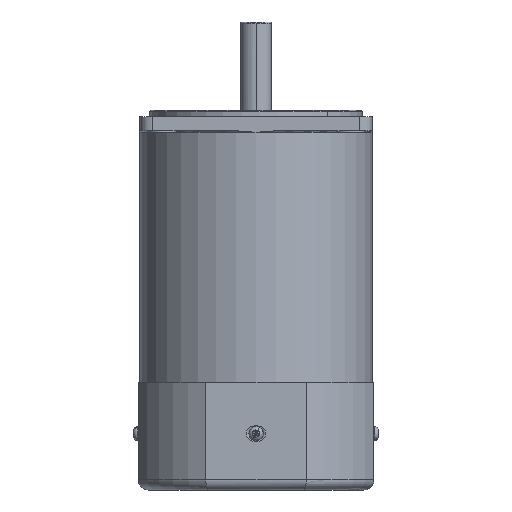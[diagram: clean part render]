
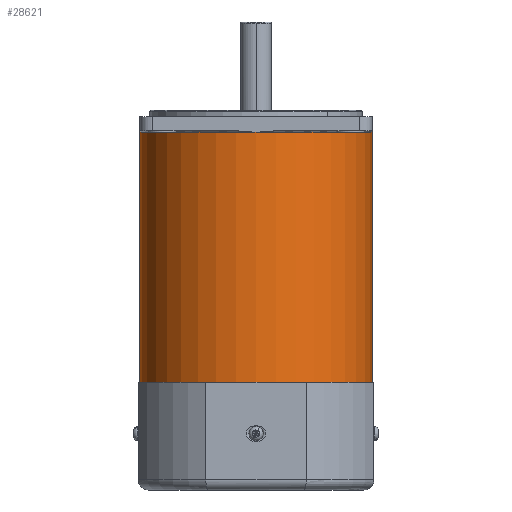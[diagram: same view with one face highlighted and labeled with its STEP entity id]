
A CAD part, front view. The second image highlights one B-rep face of the part: STEP entity #28621.
In plain terms, the highlighted cylindrical face has radius 45.25 mm (diameter 90.5 mm), a partial arc.
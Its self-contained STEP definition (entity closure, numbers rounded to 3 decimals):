
#12899 = CARTESIAN_POINT ( 'NONE',  ( 0., 11.5, 45.25 ) ) ;
#13323 = CARTESIAN_POINT ( 'NONE',  ( 0., 123.5, 45.25 ) ) ;
#13328 = CARTESIAN_POINT ( 'NONE',  ( 0., 123.5, -45.25 ) ) ;
#13386 = CARTESIAN_POINT ( 'NONE',  ( 0., 11.5, -45.25 ) ) ;
#13669 = DIRECTION ( 'NONE',  ( 0., -1., 0. ) ) ;
#13670 = VECTOR ( 'NONE', #13669, 1000. ) ;
#13671 = CARTESIAN_POINT ( 'NONE',  ( 0., -6.603, -45.25 ) ) ;
#13679 = DIRECTION ( 'NONE',  ( 0., -1., 0. ) ) ;
#13680 = VECTOR ( 'NONE', #13679, 1000. ) ;
#13682 = LINE ( 'NONE', #13671, #13670 ) ;
#13686 = CARTESIAN_POINT ( 'NONE',  ( 0., -6.603, 45.25 ) ) ;
#13687 = LINE ( 'NONE', #13686, #13680 ) ;
#13930 = CARTESIAN_POINT ( 'NONE',  ( -45.25, 123.5, 0. ) ) ;
#13954 = DIRECTION ( 'NONE',  ( 0., 0., -1. ) ) ;
#13957 = DIRECTION ( 'NONE',  ( 0., 0., 1. ) ) ;
#13958 = DIRECTION ( 'NONE',  ( 0., -1., 0. ) ) ;
#13959 = CARTESIAN_POINT ( 'NONE',  ( 0., 123.5, 0. ) ) ;
#13960 = AXIS2_PLACEMENT_3D ( 'NONE', #13959, #13958, #13957 ) ;
#13961 = CIRCLE ( 'NONE', #13960, 45.25 ) ;
#13966 = CARTESIAN_POINT ( 'NONE',  ( 0., 11.5, 0. ) ) ;
#13968 = DIRECTION ( 'NONE',  ( 0., 0., 1. ) ) ;
#13969 = DIRECTION ( 'NONE',  ( 0., -1., 0. ) ) ;
#13970 = CARTESIAN_POINT ( 'NONE',  ( 0., 123.5, 0. ) ) ;
#13971 = AXIS2_PLACEMENT_3D ( 'NONE', #13970, #13969, #13968 ) ;
#13972 = DIRECTION ( 'NONE',  ( 0., -1., 0. ) ) ;
#13978 = AXIS2_PLACEMENT_3D ( 'NONE', #13966, #13972, #13954 ) ;
#13983 = CIRCLE ( 'NONE', #13978, 45.25 ) ;
#13995 = CIRCLE ( 'NONE', #13971, 45.25 ) ;
#14101 = DIRECTION ( 'NONE',  ( 0., -1., 0. ) ) ;
#14106 = AXIS2_PLACEMENT_3D ( 'NONE', #14122, #14101, #14128 ) ;
#14107 = FACE_OUTER_BOUND ( 'NONE', #28620, .T. ) ;
#14116 = CYLINDRICAL_SURFACE ( 'NONE', #14106, 45.25 ) ;
#14122 = CARTESIAN_POINT ( 'NONE',  ( 0., -6.603, 0. ) ) ;
#14128 = DIRECTION ( 'NONE',  ( 0., 0., -1. ) ) ;
#28190 = VERTEX_POINT ( 'NONE', #12899 ) ;
#28320 = VERTEX_POINT ( 'NONE', #13386 ) ;
#28386 = VERTEX_POINT ( 'NONE', #13328 ) ;
#28390 = VERTEX_POINT ( 'NONE', #13323 ) ;
#28503 = EDGE_CURVE ( 'NONE', #28390, #28190, #13687, .T. ) ;
#28505 = EDGE_CURVE ( 'NONE', #28386, #28320, #13682, .T. ) ;
#28620 = EDGE_LOOP ( 'NONE', ( #28691, #28646, #28652, #28655, #28654 ) ) ;
#28621 = ADVANCED_FACE ( 'NONE', ( #14107 ), #14116, .T. ) ;
#28646 = ORIENTED_EDGE ( 'NONE', *, *, #28649, .T. ) ;
#28647 = EDGE_CURVE ( 'NONE', #28692, #28386, #13995, .T. ) ;
#28649 = EDGE_CURVE ( 'NONE', #28390, #28692, #13961, .T. ) ;
#28650 = EDGE_CURVE ( 'NONE', #28190, #28320, #13983, .T. ) ;
#28652 = ORIENTED_EDGE ( 'NONE', *, *, #28647, .T. ) ;
#28654 = ORIENTED_EDGE ( 'NONE', *, *, #28650, .F. ) ;
#28655 = ORIENTED_EDGE ( 'NONE', *, *, #28505, .T. ) ;
#28691 = ORIENTED_EDGE ( 'NONE', *, *, #28503, .F. ) ;
#28692 = VERTEX_POINT ( 'NONE', #13930 ) ;
